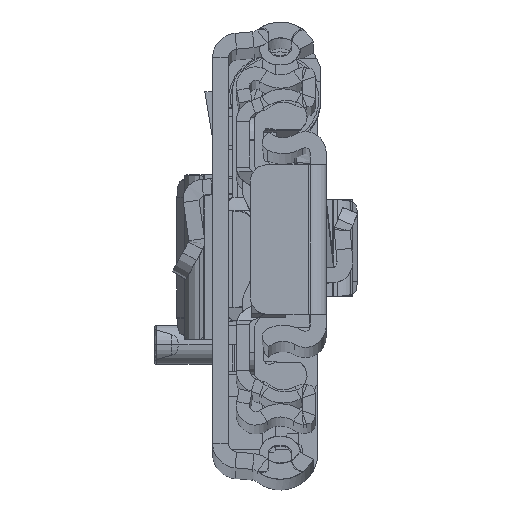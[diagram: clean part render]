
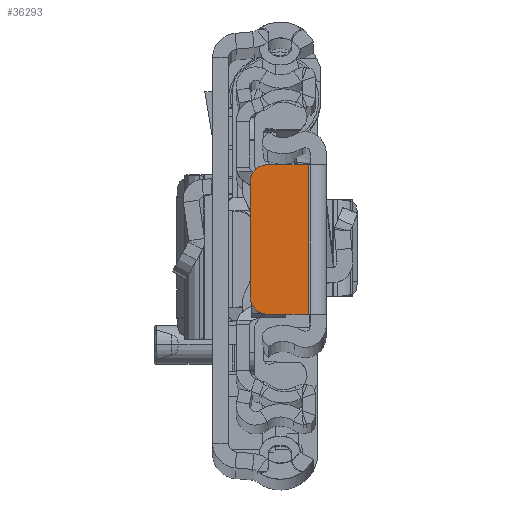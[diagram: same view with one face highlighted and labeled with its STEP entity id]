
A CAD part, top view. The second image highlights one B-rep face of the part: STEP entity #36293.
In plain terms, the highlighted planar face has unit normal (0, 0, 1).
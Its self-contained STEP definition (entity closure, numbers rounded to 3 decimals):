
#327 = CARTESIAN_POINT ( 'NONE',  ( 0., 0., 0. ) ) ;
#439 = CARTESIAN_POINT ( 'NONE',  ( -2.05, 8.5, 0. ) ) ;
#1316 = ORIENTED_EDGE ( 'NONE', *, *, #38691, .T. ) ;
#3772 = DIRECTION ( 'NONE',  ( 1., 0., 0. ) ) ;
#4599 = VECTOR ( 'NONE', #33127, 1000. ) ;
#4850 = VERTEX_POINT ( 'NONE', #13301 ) ;
#5410 = VECTOR ( 'NONE', #9293, 1000. ) ;
#6194 = EDGE_CURVE ( 'NONE', #30358, #39554, #7182, .T. ) ;
#6569 = ORIENTED_EDGE ( 'NONE', *, *, #16305, .T. ) ;
#7182 = LINE ( 'NONE', #32703, #30544 ) ;
#8330 = EDGE_LOOP ( 'NONE', ( #33967, #25356, #10950, #26618, #1316, #6569 ) ) ;
#9293 = DIRECTION ( 'NONE',  ( -1., 0., 0. ) ) ;
#10560 = DIRECTION ( 'NONE',  ( -1., 0., 0. ) ) ;
#10950 = ORIENTED_EDGE ( 'NONE', *, *, #32273, .T. ) ;
#12403 = AXIS2_PLACEMENT_3D ( 'NONE', #19686, #16283, #19058 ) ;
#13301 = CARTESIAN_POINT ( 'NONE',  ( -6.65, -8.5, 0. ) ) ;
#15825 = VERTEX_POINT ( 'NONE', #18491 ) ;
#16094 = CARTESIAN_POINT ( 'NONE',  ( 0., -8.5, 0. ) ) ;
#16283 = DIRECTION ( 'NONE',  ( 0., 0., 1. ) ) ;
#16305 = EDGE_CURVE ( 'NONE', #15825, #30358, #38849, .T. ) ;
#18491 = CARTESIAN_POINT ( 'NONE',  ( -6.65, 8.5, 0. ) ) ;
#18877 = LINE ( 'NONE', #41779, #5410 ) ;
#19058 = DIRECTION ( 'NONE',  ( -1., 0., 0. ) ) ;
#19103 = CIRCLE ( 'NONE', #40797, 2. ) ;
#19686 = CARTESIAN_POINT ( 'NONE',  ( -6.65, 6.5, 0. ) ) ;
#19865 = PLANE ( 'NONE',  #23558 ) ;
#20271 = VECTOR ( 'NONE', #3772, 1000. ) ;
#23062 = FACE_OUTER_BOUND ( 'NONE', #8330, .T. ) ;
#23558 = AXIS2_PLACEMENT_3D ( 'NONE', #327, #38758, #38545 ) ;
#25356 = ORIENTED_EDGE ( 'NONE', *, *, #27006, .T. ) ;
#25889 = LINE ( 'NONE', #16094, #20271 ) ;
#26575 = CARTESIAN_POINT ( 'NONE',  ( -2.05, -8.5, 0. ) ) ;
#26618 = ORIENTED_EDGE ( 'NONE', *, *, #41421, .F. ) ;
#27006 = EDGE_CURVE ( 'NONE', #39554, #4850, #19103, .T. ) ;
#29508 = DIRECTION ( 'NONE',  ( 0., -1., 0. ) ) ;
#30358 = VERTEX_POINT ( 'NONE', #40722 ) ;
#30544 = VECTOR ( 'NONE', #29508, 1000. ) ;
#32273 = EDGE_CURVE ( 'NONE', #4850, #40112, #25889, .T. ) ;
#32703 = CARTESIAN_POINT ( 'NONE',  ( -8.65, 0., 0. ) ) ;
#32947 = CARTESIAN_POINT ( 'NONE',  ( -2.05, -8.5, 0. ) ) ;
#33127 = DIRECTION ( 'NONE',  ( 0., -1., 0. ) ) ;
#33164 = VERTEX_POINT ( 'NONE', #439 ) ;
#33967 = ORIENTED_EDGE ( 'NONE', *, *, #6194, .T. ) ;
#34575 = CARTESIAN_POINT ( 'NONE',  ( -8.65, -6.5, 0. ) ) ;
#36293 = ADVANCED_FACE ( 'NONE', ( #23062 ), #19865, .F. ) ;
#36294 = DIRECTION ( 'NONE',  ( 0., 0., 1. ) ) ;
#36327 = LINE ( 'NONE', #26575, #4599 ) ;
#36508 = CARTESIAN_POINT ( 'NONE',  ( -6.65, -6.5, 0. ) ) ;
#38545 = DIRECTION ( 'NONE',  ( -1., 0., 0. ) ) ;
#38691 = EDGE_CURVE ( 'NONE', #33164, #15825, #18877, .T. ) ;
#38758 = DIRECTION ( 'NONE',  ( 0., 0., -1. ) ) ;
#38849 = CIRCLE ( 'NONE', #12403, 2. ) ;
#39554 = VERTEX_POINT ( 'NONE', #34575 ) ;
#40112 = VERTEX_POINT ( 'NONE', #32947 ) ;
#40722 = CARTESIAN_POINT ( 'NONE',  ( -8.65, 6.5, 0. ) ) ;
#40797 = AXIS2_PLACEMENT_3D ( 'NONE', #36508, #36294, #10560 ) ;
#41421 = EDGE_CURVE ( 'NONE', #33164, #40112, #36327, .T. ) ;
#41779 = CARTESIAN_POINT ( 'NONE',  ( 0., 8.5, 0. ) ) ;
